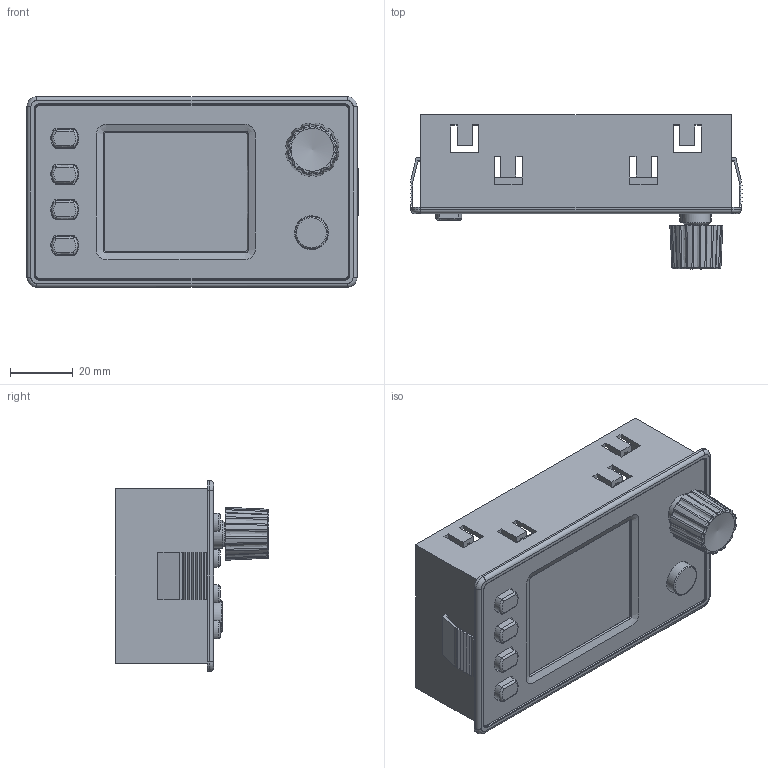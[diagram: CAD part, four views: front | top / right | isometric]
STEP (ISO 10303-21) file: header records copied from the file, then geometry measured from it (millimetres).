
FILE_DESCRIPTION(('FreeCAD Model'),'2;1');
FILE_NAME('Open CASCADE Shape Model','2025-04-26T07:39:41',('FreeCAD'),( 'FreeCAD'),'Open CASCADE STEP processor 7.6','FreeCAD','Unknown');
FILE_SCHEMA(('AUTOMOTIVE_DESIGN { 1 0 10303 214 1 1 1 1 }'));
Length unit declared in the file: millimetre
Products named in the file (1): Open CASCADE STEP translator 7.6 1
Bounding box: 105.55 x 48.92 x 60.69 mm (x, y, z)
Volume: 37424.7 mm3; surface area: 50840.6 mm2
Topology: 19 solids, 19 shells, 1073 faces, 2754 edges, 1735 vertices
Faces by surface type: bspline 1073
Entity records: 33869 total; most frequent: CARTESIAN_POINT 17516, ORIENTED_EDGE 5508, EDGE_CURVE 2754, B_SPLINE_CURVE_WITH_KNOTS 2184, VERTEX_POINT 1735, FACE_BOUND 1123, EDGE_LOOP 1123, ADVANCED_FACE 1073
